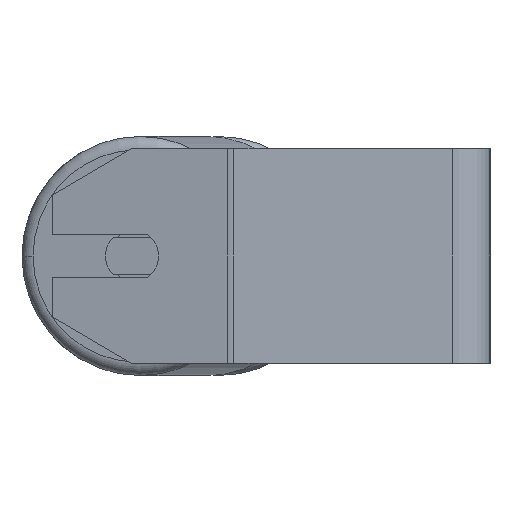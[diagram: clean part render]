
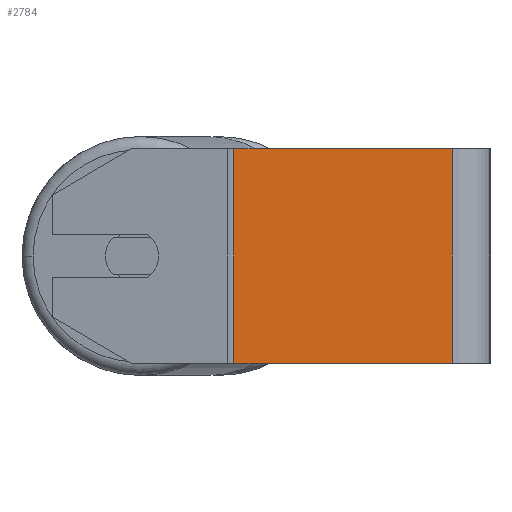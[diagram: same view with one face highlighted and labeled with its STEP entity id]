
A CAD part, left-side view. The second image highlights one B-rep face of the part: STEP entity #2784.
In plain terms, the highlighted planar face has unit normal (-1, 0, 0).
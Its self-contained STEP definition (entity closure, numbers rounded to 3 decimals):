
#1 = ORIENTED_EDGE ( 'NONE', *, *, #5868, .F. ) ;
#136 = PLANE ( 'NONE',  #1567 ) ;
#175 = CARTESIAN_POINT ( 'NONE',  ( -275., 96.545, 40. ) ) ;
#474 = VECTOR ( 'NONE', #2735, 1000. ) ;
#478 = CARTESIAN_POINT ( 'NONE',  ( -275., 14., -40. ) ) ;
#728 = EDGE_CURVE ( 'NONE', #7069, #1381, #7256, .T. ) ;
#750 = CARTESIAN_POINT ( 'NONE',  ( -275., 96.545, 40. ) ) ;
#786 = CARTESIAN_POINT ( 'NONE',  ( -275., 14., 40. ) ) ;
#794 = DIRECTION ( 'NONE',  ( 0., 0., -1. ) ) ;
#1065 = VECTOR ( 'NONE', #2888, 1000. ) ;
#1130 = VERTEX_POINT ( 'NONE', #2617 ) ;
#1381 = VERTEX_POINT ( 'NONE', #478 ) ;
#1557 = CARTESIAN_POINT ( 'NONE',  ( -275., 95.32, 40. ) ) ;
#1567 = AXIS2_PLACEMENT_3D ( 'NONE', #175, #2771, #6679 ) ;
#2421 = EDGE_LOOP ( 'NONE', ( #3411, #3417, #1, #6624 ) ) ;
#2478 = DIRECTION ( 'NONE',  ( 0., 0., -1. ) ) ;
#2617 = CARTESIAN_POINT ( 'NONE',  ( -275., 95.32, -40. ) ) ;
#2647 = LINE ( 'NONE', #7834, #5408 ) ;
#2735 = DIRECTION ( 'NONE',  ( 0., -1., 0. ) ) ;
#2740 = EDGE_CURVE ( 'NONE', #1130, #1381, #3415, .T. ) ;
#2771 = DIRECTION ( 'NONE',  ( 1., 0., 0. ) ) ;
#2784 = ADVANCED_FACE ( 'NONE', ( #5949 ), #136, .F. ) ;
#2888 = DIRECTION ( 'NONE',  ( 0., -1., 0. ) ) ;
#3411 = ORIENTED_EDGE ( 'NONE', *, *, #2740, .T. ) ;
#3415 = LINE ( 'NONE', #7883, #474 ) ;
#3417 = ORIENTED_EDGE ( 'NONE', *, *, #728, .F. ) ;
#4026 = CARTESIAN_POINT ( 'NONE',  ( -275., 14., 40. ) ) ;
#4650 = VERTEX_POINT ( 'NONE', #1557 ) ;
#5408 = VECTOR ( 'NONE', #2478, 1000. ) ;
#5868 = EDGE_CURVE ( 'NONE', #4650, #7069, #6287, .T. ) ;
#5949 = FACE_OUTER_BOUND ( 'NONE', #2421, .T. ) ;
#6287 = LINE ( 'NONE', #750, #1065 ) ;
#6624 = ORIENTED_EDGE ( 'NONE', *, *, #7411, .T. ) ;
#6679 = DIRECTION ( 'NONE',  ( 0., 0., -1. ) ) ;
#6848 = VECTOR ( 'NONE', #794, 1000. ) ;
#7069 = VERTEX_POINT ( 'NONE', #786 ) ;
#7256 = LINE ( 'NONE', #4026, #6848 ) ;
#7411 = EDGE_CURVE ( 'NONE', #4650, #1130, #2647, .T. ) ;
#7834 = CARTESIAN_POINT ( 'NONE',  ( -275., 95.32, 40. ) ) ;
#7883 = CARTESIAN_POINT ( 'NONE',  ( -275., 96.545, -40. ) ) ;
